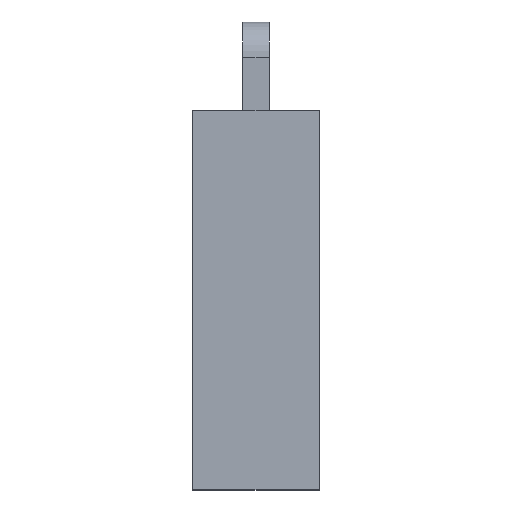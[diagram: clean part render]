
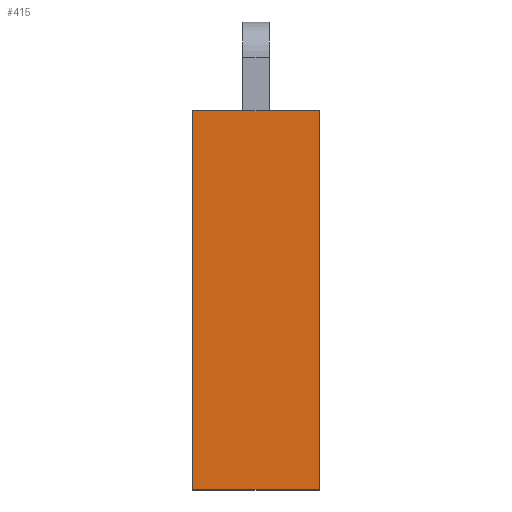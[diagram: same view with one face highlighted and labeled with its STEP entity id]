
A CAD part, top view. The second image highlights one B-rep face of the part: STEP entity #415.
In plain terms, the highlighted planar face has unit normal (0, 0, 1).
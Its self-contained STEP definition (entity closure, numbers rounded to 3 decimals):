
#415=ADVANCED_FACE('',(#912),#914,.T.);
#912=FACE_BOUND('',#913,.T.);
#913=EDGE_LOOP('',(#1302,#1303,#1304,#1305));
#914=PLANE('',#915);
#915=AXIS2_PLACEMENT_3D('',#916,#917,#918);
#916=CARTESIAN_POINT('',(1.42,-10.3,2.5));
#917=DIRECTION('',(0.,-0.,1.));
#918=DIRECTION('',(0.,1.,0.));
#1302=ORIENTED_EDGE('',*,*,#1555,.T.);
#1303=ORIENTED_EDGE('',*,*,#1565,.T.);
#1304=ORIENTED_EDGE('',*,*,#1563,.F.);
#1305=ORIENTED_EDGE('',*,*,#1568,.F.);
#1555=EDGE_CURVE('',#1770,#1768,#1771,.T.);
#1563=EDGE_CURVE('',#1782,#1784,#1785,.T.);
#1565=EDGE_CURVE('',#1768,#1784,#1787,.T.);
#1568=EDGE_CURVE('',#1770,#1782,#1790,.T.);
#1768=VERTEX_POINT('',#2178);
#1770=VERTEX_POINT('',#2182);
#1771=LINE('',#2183,#2184);
#1782=VERTEX_POINT('',#2208);
#1784=VERTEX_POINT('',#2212);
#1785=LINE('',#2213,#2214);
#1787=LINE('',#2219,#2220);
#1790=LINE('',#2228,#2229);
#2178=CARTESIAN_POINT('',(1.42,-1.8,2.5));
#2182=CARTESIAN_POINT('',(1.42,-10.3,2.5));
#2183=CARTESIAN_POINT('',(1.42,-10.3,2.5));
#2184=VECTOR('',#2185,1.);
#2185=DIRECTION('',(0.,1.,0.));
#2208=CARTESIAN_POINT('',(-1.42,-10.3,2.5));
#2212=CARTESIAN_POINT('',(-1.42,-1.8,2.5));
#2213=CARTESIAN_POINT('',(-1.42,-10.3,2.5));
#2214=VECTOR('',#2215,1.);
#2215=DIRECTION('',(0.,1.,0.));
#2219=CARTESIAN_POINT('',(1.42,-1.8,2.5));
#2220=VECTOR('',#2221,1.);
#2221=DIRECTION('',(-1.,0.,0.));
#2228=CARTESIAN_POINT('',(1.42,-10.3,2.5));
#2229=VECTOR('',#2230,1.);
#2230=DIRECTION('',(-1.,0.,0.));
